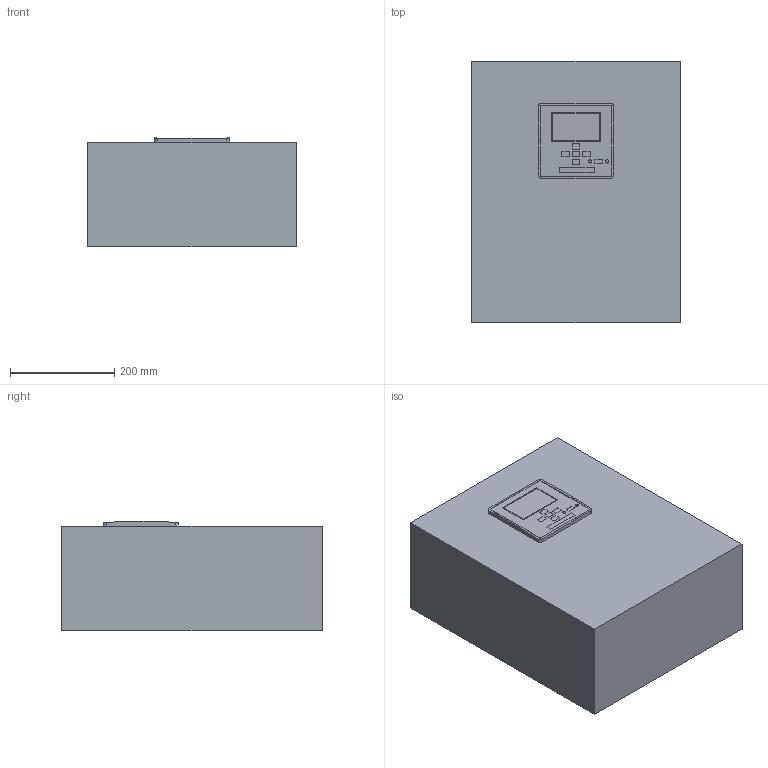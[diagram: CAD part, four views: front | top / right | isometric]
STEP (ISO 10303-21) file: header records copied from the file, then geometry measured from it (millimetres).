
FILE_DESCRIPTION(/* description */ (''),/* implementation_level */ '2;1');
FILE_NAME(/* name */ '3d_ATP0100T4A230C600A.stp',/* time_stamp */ '2018-12-03T07:06:23+01:00',/* author */ ('Andrzej'),/* organization */ (''),/* preprocessor_version */ 'ST-DEVELOPER v16.13',/* originating_system */ 'AutoCAD Mechanical',/* authorisation */ '');
FILE_SCHEMA (('AUTOMOTIVE_DESIGN { 1 0 10303 214 3 1 1 }'));
Length unit declared in the file: millimetre
Products named in the file (1): Product
Bounding box: 400 x 500 x 209.2 mm (x, y, z)
Volume: 40149293.7 mm3; surface area: 806502.3 mm2
Topology: 2 solids, 2 shells, 77 faces, 188 edges, 126 vertices
Faces by surface type: plane 65, cylinder 12
Full cylindrical faces by diameter (mm): 6 x2
Entity records: 2320 total; most frequent: CARTESIAN_POINT 490, ORIENTED_EDGE 368, DIRECTION 352, EDGE_CURVE 184, LINE 156, VECTOR 156, VERTEX_POINT 124, AXIS2_PLACEMENT_3D 98
